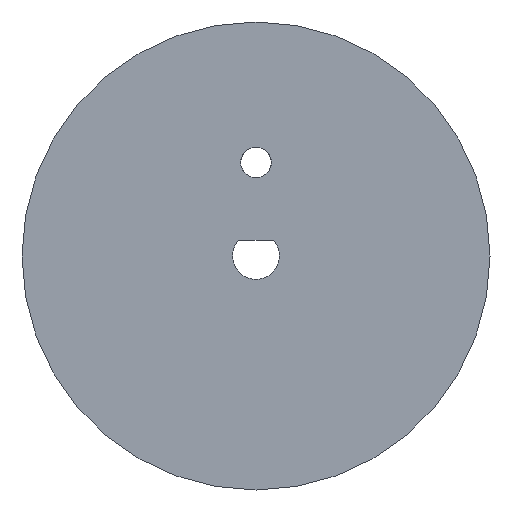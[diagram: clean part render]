
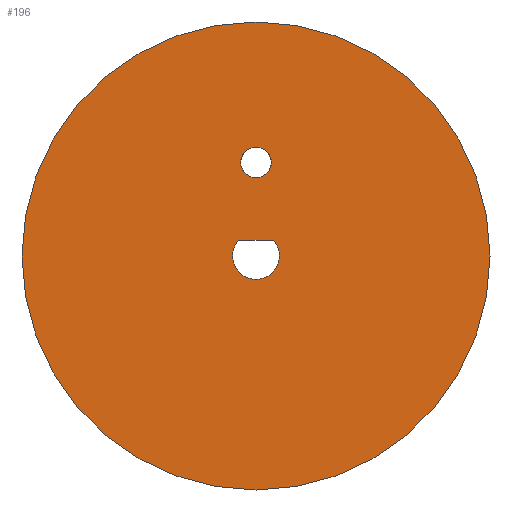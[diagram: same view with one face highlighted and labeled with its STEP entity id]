
A CAD part, left-side view. The second image highlights one B-rep face of the part: STEP entity #196.
In plain terms, the highlighted planar face has unit normal (-1, 0, 0).
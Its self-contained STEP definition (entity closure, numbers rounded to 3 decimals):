
#21=FACE_BOUND('',#51,.T.);
#22=FACE_BOUND('',#52,.T.);
#25=PLANE('',#230);
#35=FACE_OUTER_BOUND('',#50,.T.);
#50=EDGE_LOOP('',(#173));
#51=EDGE_LOOP('',(#174));
#52=EDGE_LOOP('',(#175,#176));
#62=LINE('',#392,#73);
#73=VECTOR('',#249,10.);
#80=CIRCLE('',#213,0.981);
#88=CIRCLE('',#229,15.);
#89=CIRCLE('',#231,1.5);
#90=VERTEX_POINT('',#290);
#98=VERTEX_POINT('',#389);
#99=VERTEX_POINT('',#391);
#105=VERTEX_POINT('',#415);
#106=EDGE_CURVE('',#90,#90,#80,.T.);
#116=EDGE_CURVE('',#98,#99,#62,.T.);
#128=EDGE_CURVE('',#105,#105,#88,.T.);
#130=EDGE_CURVE('',#99,#98,#89,.T.);
#173=ORIENTED_EDGE('',*,*,#128,.T.);
#174=ORIENTED_EDGE('',*,*,#106,.T.);
#175=ORIENTED_EDGE('',*,*,#130,.F.);
#176=ORIENTED_EDGE('',*,*,#116,.F.);
#196=ADVANCED_FACE('',(#35,#21,#22),#25,.T.);
#213=AXIS2_PLACEMENT_3D('',#291,#237,#238);
#229=AXIS2_PLACEMENT_3D('',#416,#279,#280);
#230=AXIS2_PLACEMENT_3D('',#418,#282,#283);
#231=AXIS2_PLACEMENT_3D('',#419,#284,#285);
#237=DIRECTION('center_axis',(1.,0.,0.));
#238=DIRECTION('ref_axis',(0.,-1.,0.));
#249=DIRECTION('',(0.,1.,0.));
#279=DIRECTION('center_axis',(-1.,0.,0.));
#280=DIRECTION('ref_axis',(0.,0.,1.));
#282=DIRECTION('center_axis',(-1.,0.,0.));
#283=DIRECTION('ref_axis',(0.,0.,1.));
#284=DIRECTION('center_axis',(-1.,0.,0.));
#285=DIRECTION('ref_axis',(0.,0.,1.));
#290=CARTESIAN_POINT('',(-25.,0.981,6.));
#291=CARTESIAN_POINT('Origin',(-25.,0.,6.));
#389=CARTESIAN_POINT('',(-25.,-1.121,0.997));
#391=CARTESIAN_POINT('',(-25.,1.121,0.997));
#392=CARTESIAN_POINT('',(-25.,-1.121,0.997));
#415=CARTESIAN_POINT('',(-25.,0.,-15.));
#416=CARTESIAN_POINT('Origin',(-25.,0.,0.));
#418=CARTESIAN_POINT('Origin',(-25.,0.,1.5));
#419=CARTESIAN_POINT('Origin',(-25.,0.,0.));
